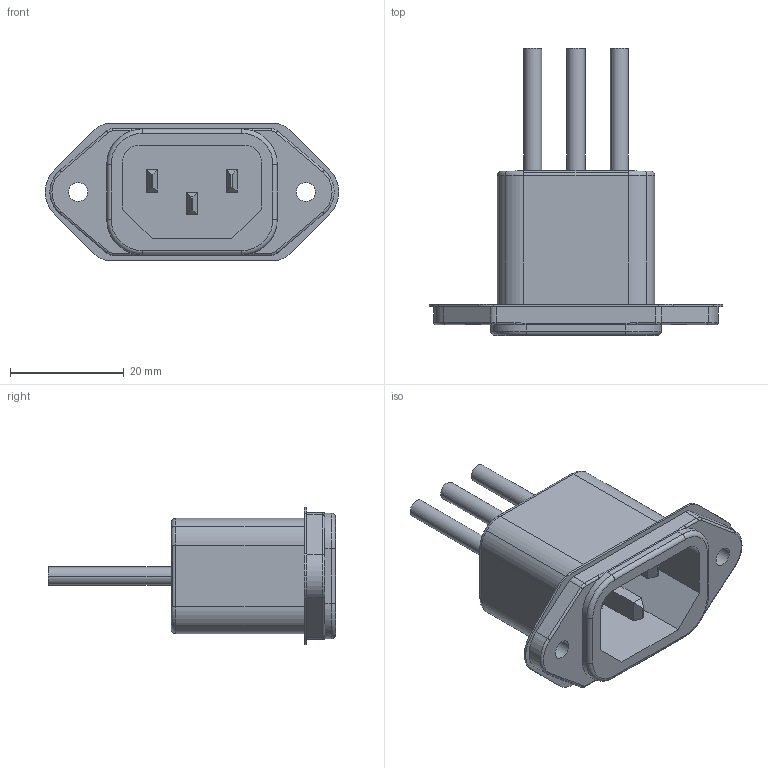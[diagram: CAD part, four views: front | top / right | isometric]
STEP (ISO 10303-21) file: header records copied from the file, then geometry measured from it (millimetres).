
FILE_DESCRIPTION((''),'2;1');
FILE_NAME('C-1-6609987-4','2009-07-07T',('workeradm'),(''),'PRO/ENGINEER BY PARAMETRIC TECHNOLOGY CORPORATION, 2008380','PRO/ENGINEER BY PARAMETRIC TECHNOLOGY CORPORATION, 2008380','');
FILE_SCHEMA(('AUTOMOTIVE_DESIGN { 1 0 10303 214 1 1 1 1 }'));
Length unit declared in the file: millimetre
Products named in the file (1): C-1-6609987-4
Bounding box: 51.61 x 50.47 x 24.13 mm (x, y, z)
Volume: 5880.6 mm3; surface area: 11267.8 mm2
Topology: 1 solids, 2 shells, 213 faces, 546 edges, 352 vertices
Faces by surface type: plane 93, cylinder 86, torus 26, bspline 8
Entity records: 6776 total; most frequent: CARTESIAN_POINT 1436, DIRECTION 1146, ORIENTED_EDGE 1092, EDGE_CURVE 546, AXIS2_PLACEMENT_3D 427, VERTEX_POINT 352, VECTOR 292, LINE 292
